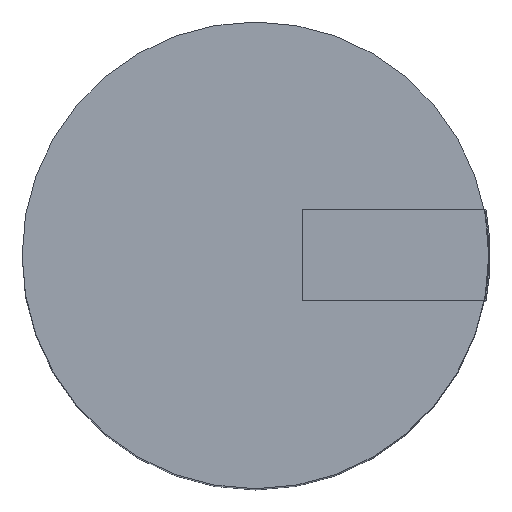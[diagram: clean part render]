
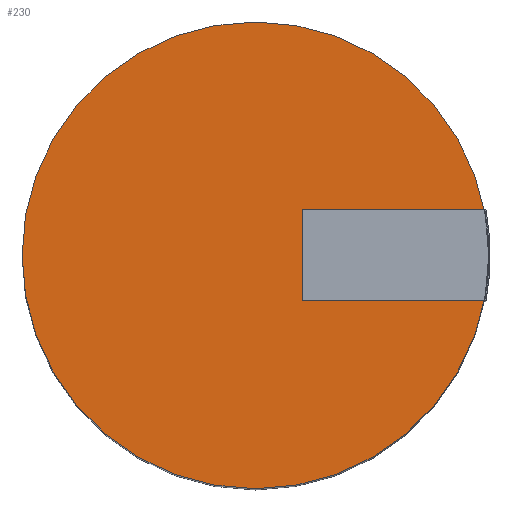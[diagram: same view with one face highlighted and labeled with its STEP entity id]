
A CAD part, top view. The second image highlights one B-rep face of the part: STEP entity #230.
In plain terms, the highlighted planar face has unit normal (0, 0, 1).
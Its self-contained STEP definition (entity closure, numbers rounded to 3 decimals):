
#193 = EDGE_CURVE('',#194,#194,#196,.T.);
#194 = VERTEX_POINT('',#195);
#195 = CARTESIAN_POINT('',(-2.502,0.,15.748));
#196 = CIRCLE('',#197,5.004);
#197 = AXIS2_PLACEMENT_3D('',#198,#199,#200);
#198 = CARTESIAN_POINT('',(2.502,0.,15.748));
#199 = DIRECTION('',(0.,0.,1.));
#200 = DIRECTION('',(1.,0.,-0.));
#230 = ADVANCED_FACE('',(#231),#234,.T.);
#231 = FACE_BOUND('',#232,.T.);
#232 = EDGE_LOOP('',(#233));
#233 = ORIENTED_EDGE('',*,*,#193,.T.);
#234 = PLANE('',#235);
#235 = AXIS2_PLACEMENT_3D('',#236,#237,#238);
#236 = CARTESIAN_POINT('',(2.502,0.,15.748));
#237 = DIRECTION('',(0.,0.,1.));
#238 = DIRECTION('',(0.,1.,0.));
